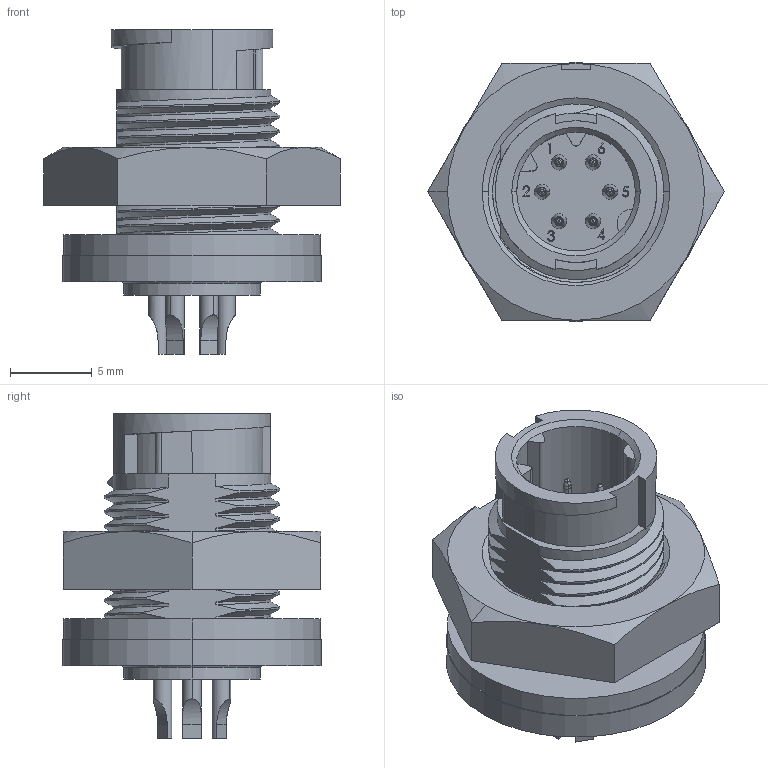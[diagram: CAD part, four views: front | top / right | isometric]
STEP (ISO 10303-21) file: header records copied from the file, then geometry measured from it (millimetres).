
FILE_DESCRIPTION (( 'STEP AP203' ), '1' );
FILE_NAME ('W17982-6PG-P-3ES.STEP', '2021-03-09T14:09:48', ( '' ), ( '' ), 'SwSTEP 2.0', 'SolidWorks 2020', '' );
FILE_SCHEMA (( 'CONFIG_CONTROL_DESIGN' ));
Length unit declared in the file: inch
Products named in the file (5): HEX NUT.step.STEP; W17982-6PG.step.STEP; GASKET.step.STEP; Part5^W17982-6PG-P-300.STEP; W17982-6PG-P-3ES
Assembly tree (4 placements, depth 2):
  W17982-6PG-P-3ES
    W17982-6PG.step.STEP
    GASKET.step.STEP
    HEX NUT.step.STEP
    Part5^W17982-6PG-P-300.STEP
Bounding box: 18.18 x 15.88 x 19.89 mm (x, y, z)
Volume: 1683.2 mm3; surface area: 2532.3 mm2
Topology: 4 solids, 4 shells, 490 faces, 1237 edges, 788 vertices
Faces by surface type: plane 173, cylinder 131, bspline 99, torus 42, cone 37, sphere 8
Entity records: 26873 total; most frequent: CARTESIAN_POINT 15427, ORIENTED_EDGE 2450, DIRECTION 2002, EDGE_CURVE 1225, VERTEX_POINT 782, AXIS2_PLACEMENT_3D 705, LINE 592, VECTOR 592
